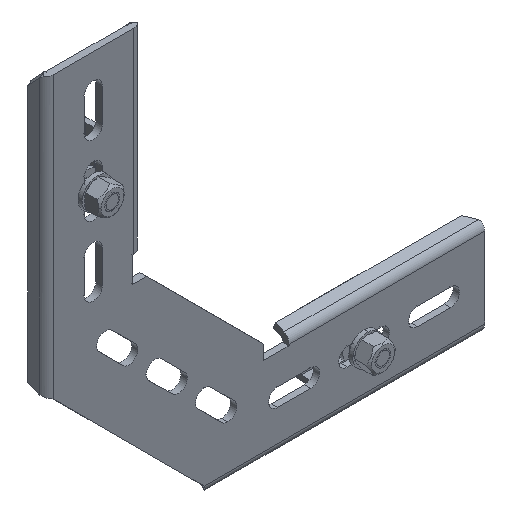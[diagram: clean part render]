
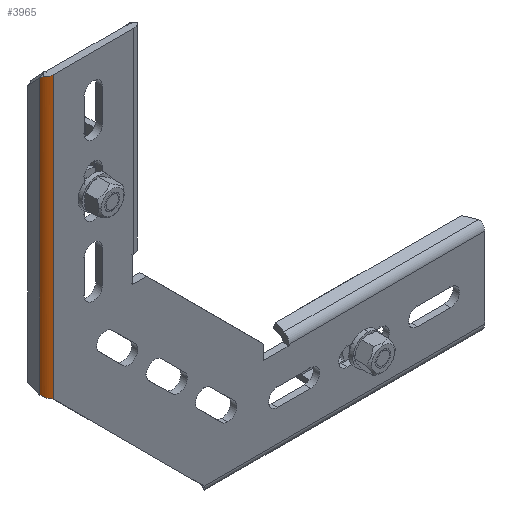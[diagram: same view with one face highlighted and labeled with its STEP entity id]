
A CAD part, isometric view. The second image highlights one B-rep face of the part: STEP entity #3965.
In plain terms, the highlighted cylindrical face has radius 3.5 mm (diameter 7 mm), a partial arc.
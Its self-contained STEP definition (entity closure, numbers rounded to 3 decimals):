
#1976=CARTESIAN_POINT('',(-15.825,-1.743,174.5));
#1977=DIRECTION('',(0.,0.,1.));
#1978=DIRECTION('',(-0.761,-0.648,0.));
#1979=AXIS2_PLACEMENT_3D('',#1976,#1977,#1978);
#2359=DIRECTION('',(0.,0.,1.));
#2360=VECTOR('',#2359,110.427);
#2361=CARTESIAN_POINT('',(-15.825,-5.243,
64.073));
#2362=LINE('',#2361,#2360);
#2363=CARTESIAN_POINT('',(-18.997,-3.223,
65.945));
#2364=CARTESIAN_POINT('',(-18.962,-3.298,
65.906));
#2365=CARTESIAN_POINT('',(-18.887,-3.445,
65.828));
#2366=CARTESIAN_POINT('',(-18.78,-3.622,
65.731));
#2367=CARTESIAN_POINT('',(-18.688,-3.759,
65.653));
#2368=CARTESIAN_POINT('',(-18.59,-3.893,
65.575));
#2369=CARTESIAN_POINT('',(-18.459,-4.053,
65.477));
#2370=CARTESIAN_POINT('',(-18.289,-4.234,
65.36));
#2371=CARTESIAN_POINT('',(-18.106,-4.402,
65.243));
#2372=CARTESIAN_POINT('',(-17.912,-4.557,
65.126));
#2373=CARTESIAN_POINT('',(-17.707,-4.698,
65.009));
#2374=CARTESIAN_POINT('',(-17.493,-4.824,
64.892));
#2375=CARTESIAN_POINT('',(-17.271,-4.934,
64.775));
#2376=CARTESIAN_POINT('',(-17.041,-5.029,
64.658));
#2377=CARTESIAN_POINT('',(-16.805,-5.107,
64.541));
#2378=CARTESIAN_POINT('',(-16.605,-5.158,
64.444));
#2379=CARTESIAN_POINT('',(-16.443,-5.19,
64.366));
#2380=CARTESIAN_POINT('',(-16.279,-5.216,
64.288));
#2381=CARTESIAN_POINT('',(-16.073,-5.238,
64.19));
#2382=CARTESIAN_POINT('',(-15.908,-5.243,
64.112));
#2383=CARTESIAN_POINT('',(-15.825,-5.243,
64.073));
#2385=DIRECTION('',(0.,0.,-1.));
#2386=VECTOR('',#2385,108.111);
#2387=CARTESIAN_POINT('',(-18.997,-3.223,
174.056));
#2388=LINE('',#2387,#2386);
#2389=CARTESIAN_POINT('',(-18.49,-4.013,174.5));
#2390=CARTESIAN_POINT('',(-18.515,-3.983,
174.481));
#2391=CARTESIAN_POINT('',(-18.565,-3.923,
174.444));
#2392=CARTESIAN_POINT('',(-18.661,-3.798,
174.37));
#2393=CARTESIAN_POINT('',(-18.773,-3.637,
174.278));
#2394=CARTESIAN_POINT('',(-18.873,-3.468,
174.185));
#2395=CARTESIAN_POINT('',(-18.947,-3.329,
174.111));
#2396=CARTESIAN_POINT('',(-18.981,-3.258,
174.074));
#2397=CARTESIAN_POINT('',(-18.997,-3.223,
174.056));
#3086=CARTESIAN_POINT('',(-15.825,-5.243,174.5));
#3088=VERTEX_POINT('',#3086);
#3089=CARTESIAN_POINT('',(-18.49,-4.013,174.5));
#3090=VERTEX_POINT('',#3089);
#3101=CARTESIAN_POINT('',(-15.825,-5.243,
64.073));
#3103=VERTEX_POINT('',#3101);
#3248=VERTEX_POINT('',#2363);
#3249=CARTESIAN_POINT('',(-18.997,-3.223,
174.056));
#3250=VERTEX_POINT('',#3249);
#3951=CARTESIAN_POINT('',(-15.825,-1.743,174.5));
#3952=DIRECTION('',(0.,0.,1.));
#3953=DIRECTION('',(1.,0.,0.));
#3954=AXIS2_PLACEMENT_3D('',#3951,#3952,#3953);
#3955=CYLINDRICAL_SURFACE('',#3954,3.5);
#3956=ORIENTED_EDGE('',*,*,#3475,.F.);
#3957=ORIENTED_EDGE('',*,*,#3938,.F.);
#3959=ORIENTED_EDGE('',*,*,#3958,.F.);
#3961=ORIENTED_EDGE('',*,*,#3960,.F.);
#3962=ORIENTED_EDGE('',*,*,#3411,.T.);
#3963=EDGE_LOOP('',(#3956,#3957,#3959,#3961,#3962));
#3964=FACE_OUTER_BOUND('',#3963,.F.);
#3965=ADVANCED_FACE('',(#3964),#3955,.T.);
#1980=CIRCLE('',#1979,3.5);
#2384=B_SPLINE_CURVE_WITH_KNOTS('',3,(#2363,#2364,#2365,#2366,#2367,#2368,#2369,
#2370,#2371,#2372,#2373,#2374,#2375,#2376,#2377,#2378,#2379,#2380,#2381,#2382,
#2383),.UNSPECIFIED.,.F.,.F.,(4,1,1,1,1,1,1,1,1,1,1,1,1,1,1,1,1,1,4),(0.,
0.063,0.125,0.156,0.188,
0.25,0.313,0.375,0.438,
0.5,0.562,0.625,0.687,
0.75,0.812,0.844,0.875,
0.937,1.),.UNSPECIFIED.);
#2398=B_SPLINE_CURVE_WITH_KNOTS('',3,(#2389,#2390,#2391,#2392,#2393,#2394,#2395,
#2396,#2397),.UNSPECIFIED.,.F.,.F.,(4,1,1,1,1,1,4),(0.,0.125,
0.25,0.5,0.75,0.875,1.),
.UNSPECIFIED.);
#3411=EDGE_CURVE('',#3090,#3088,#1980,.T.);
#3475=EDGE_CURVE('',#3103,#3088,#2362,.T.);
#3938=EDGE_CURVE('',#3248,#3103,#2384,.T.);
#3958=EDGE_CURVE('',#3250,#3248,#2388,.T.);
#3960=EDGE_CURVE('',#3090,#3250,#2398,.T.);
